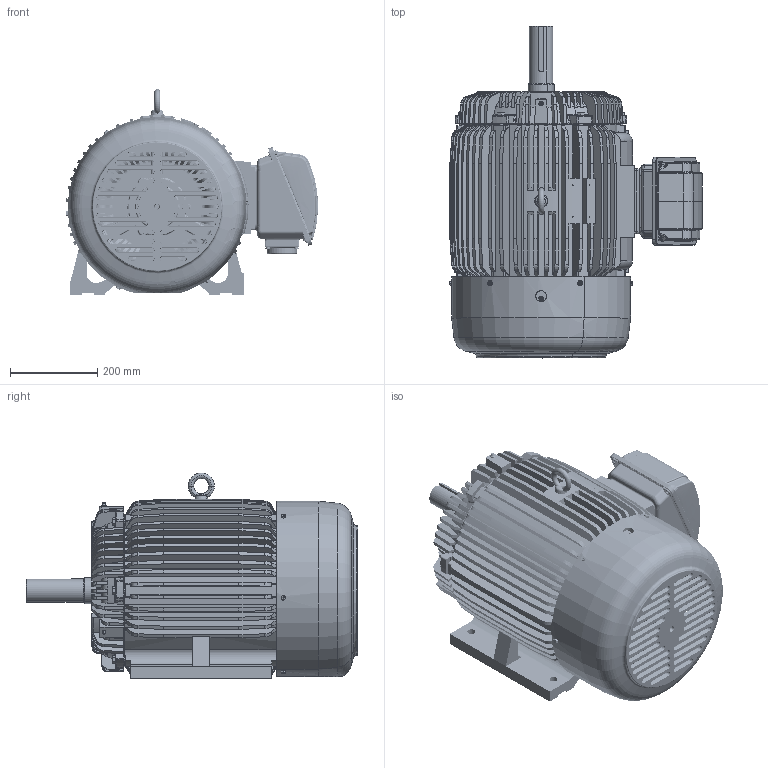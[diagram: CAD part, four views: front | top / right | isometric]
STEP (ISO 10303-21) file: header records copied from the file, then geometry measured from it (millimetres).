
FILE_DESCRIPTION(('CATIA V5 STEP Exchange'),'2;1');
FILE_NAME('324TS-H_AllCATPart.stp','2012-08-25T02:52:22+00:00',('none'),('none'),'CATIA Version 5 Release 19 SP 9 (IN-10)','CATIA V5 STEP AP203','none');
FILE_SCHEMA(('CONFIG_CONTROL_DESIGN'));
Length unit declared in the file: millimetre
Products named in the file (1): 324TS-H_AllCATPart
Bounding box: 579.59 x 762.6 x 473.2 mm (x, y, z)
Volume: 21126982.5 mm3; surface area: 4230093.8 mm2
Topology: 49 solids, 49 shells, 4551 faces, 12465 edges, 8039 vertices
Faces by surface type: plane 1515, cylinder 976, torus 970, cone 794, bspline 256, sphere 38, revolution 2
Entity records: 170654 total; most frequent: CARTESIAN_POINT 73081, ORIENTED_EDGE 24794, DIRECTION 12635, EDGE_CURVE 12397, VERTEX_POINT 8039, AXIS2_PLACEMENT_3D 6524, EDGE_LOOP 4860, ADVANCED_FACE 4551
